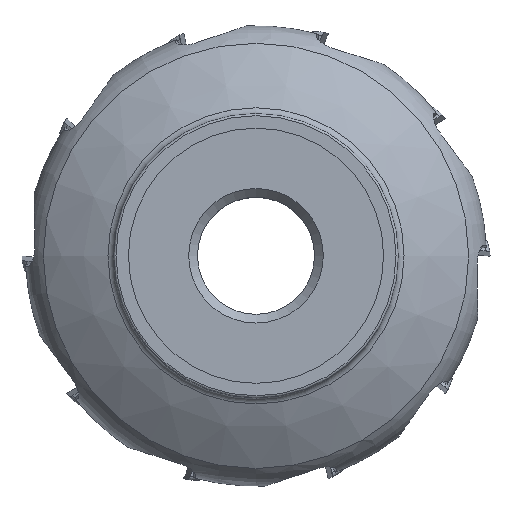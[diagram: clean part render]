
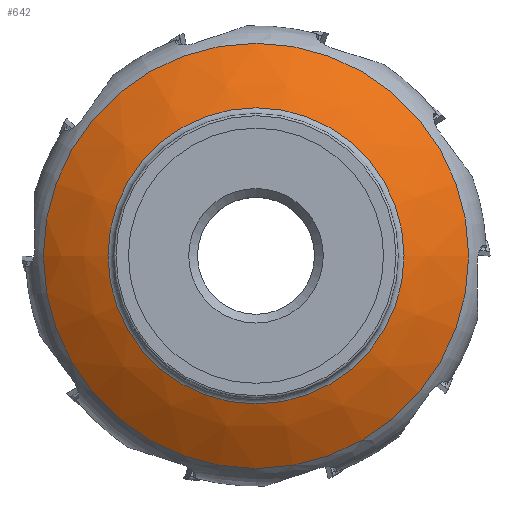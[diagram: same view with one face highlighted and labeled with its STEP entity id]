
A CAD part, top view. The second image highlights one B-rep face of the part: STEP entity #642.
In plain terms, the highlighted face is a revolution surface.
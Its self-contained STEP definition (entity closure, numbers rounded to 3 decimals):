
#163=SURFACE_OF_REVOLUTION('',#167,#165);
#165=AXIS1_PLACEMENT('',#6334,#4303);
#167=(
BOUNDED_CURVE()
B_SPLINE_CURVE(3,(#6330,#6331,#6332,#6333),.UNSPECIFIED.,.F.,.F.)
B_SPLINE_CURVE_WITH_KNOTS((4,4),(0.,1.),.UNSPECIFIED.)
CURVE()
GEOMETRIC_REPRESENTATION_ITEM()
RATIONAL_B_SPLINE_CURVE((1.,0.971,0.971,1.))
REPRESENTATION_ITEM('')
);
#189=FACE_BOUND('',#1034,.T.);
#190=FACE_BOUND('',#1035,.T.);
#642=ADVANCED_FACE('SU_3',(#189,#190),#163,.F.);
#1034=EDGE_LOOP('',(#1813));
#1035=EDGE_LOOP('',(#1814));
#1813=ORIENTED_EDGE('',*,*,#3094,.T.);
#1814=ORIENTED_EDGE('',*,*,#3093,.F.);
#2683=VERTEX_POINT('',#6322);
#2684=VERTEX_POINT('',#6329);
#3093=EDGE_CURVE('',#2683,#2683,#3349,.T.);
#3094=EDGE_CURVE('',#2684,#2684,#3350,.T.);
#3349=CIRCLE('',#3719,72.7);
#3350=CIRCLE('',#3720,50.624);
#3719=AXIS2_PLACEMENT_3D('',#6321,#4298,#4299);
#3720=AXIS2_PLACEMENT_3D('',#6328,#4301,#4302);
#4298=DIRECTION('',(0.,0.,-1.));
#4299=DIRECTION('',(-1.,0.,0.));
#4301=DIRECTION('',(0.,0.,-1.));
#4302=DIRECTION('',(-1.,0.,0.));
#4303=DIRECTION('',(0.,0.,-1.));
#6321=CARTESIAN_POINT('',(0.,0.,-34.535));
#6322=CARTESIAN_POINT('',(-72.7,0.,-34.535));
#6328=CARTESIAN_POINT('',(0.,0.,-21.813));
#6329=CARTESIAN_POINT('',(-50.624,0.,-21.813));
#6330=CARTESIAN_POINT('',(-72.7,0.,-34.535));
#6331=CARTESIAN_POINT('',(-67.053,0.,-29.87));
#6332=CARTESIAN_POINT('',(-59.477,0.,-25.505));
#6333=CARTESIAN_POINT('',(-50.624,0.,-21.813));
#6334=CARTESIAN_POINT('',(0.,0.,-50.9));
